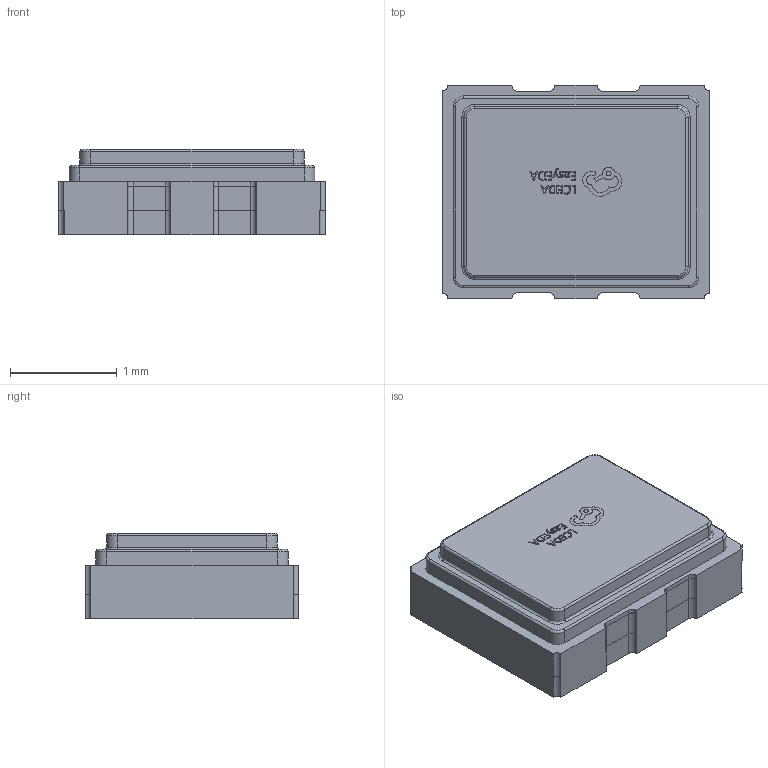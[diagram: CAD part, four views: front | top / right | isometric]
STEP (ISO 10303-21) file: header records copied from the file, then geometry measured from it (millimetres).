
FILE_DESCRIPTION (( 'STEP AP214' ), '1' );
FILE_NAME ('OSC-SMD_4P-L2.5-W2.0-H0.8-BL_1XXB.step', '2022-07-07T03:19:03', ( '' ), ( '' ), 'SwSTEP 2.0', 'SolidWorks 2020', '' );
FILE_SCHEMA (( 'AUTOMOTIVE_DESIGN' ));
Length unit declared in the file: millimetre
Products named in the file (1): OSC-SMD_4P-L2.5-W2.0-H0.8-BL_1XXB
Bounding box: 2.5 x 2 x 0.8 mm (x, y, z)
Volume: 3.6 mm3; surface area: 16.5 mm2
Topology: 1 solids, 1 shells, 453 faces, 1221 edges, 798 vertices
Faces by surface type: plane 269, bspline 112, cylinder 60, torus 12
Entity records: 19563 total; most frequent: CARTESIAN_POINT 4577, ORIENTED_EDGE 2442, DIRECTION 1817, EDGE_CURVE 1221, LINE 853, VECTOR 853, VERTEX_POINT 798, AXIS2_PLACEMENT_3D 482
